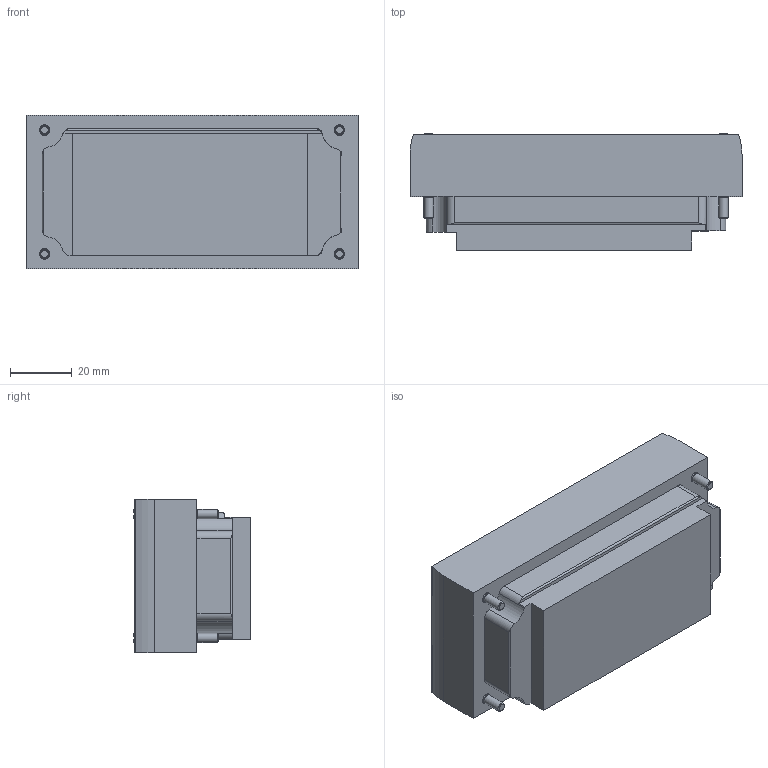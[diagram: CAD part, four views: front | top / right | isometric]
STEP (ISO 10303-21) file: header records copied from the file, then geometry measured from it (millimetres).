
FILE_DESCRIPTION(/* description */ ('STEP AP214'),/* implementation_level */ '2;1');
FILE_NAME(/* name */ '548931_CPX-CMPX-C-1-H1',/* time_stamp */ '2024-08-07T19:02:16+02:00',/* author */ ('License CC BY-ND 4.0'),/* organization */ ('CADENAS'),/* preprocessor_version */ 'ST-DEVELOPER v19.3',/* originating_system */ 'PARTsolutions',/* authorisation */ ' ');
FILE_SCHEMA (('AUTOMOTIVE_DESIGN {1 0 10303 214 3 1 1}'));
Length unit declared in the file: millimetre
Products named in the file (4): 548931 CPX-CMPX-C-1-H1; 548931 CPX-CMPX-C-1-H1---(DE_1_0); 694472 Elektromodul---(DE_0_0); 550219 CPX-M-M3X22-4X
Assembly tree (6 placements, depth 2):
  548931 CPX-CMPX-C-1-H1
    548931 CPX-CMPX-C-1-H1---(DE_1_0)
    694472 Elektromodul---(DE_0_0)
    550219 CPX-M-M3X22-4X  x4
Bounding box: 107.3 x 37.65 x 49.7 mm (x, y, z)
Volume: 143369.5 mm3; surface area: 35637.4 mm2
Topology: 6 solids, 6 shells, 270 faces, 639 edges, 407 vertices
Faces by surface type: cylinder 110, plane 106, cone 46, sphere 4, torus 4
Full cylindrical faces by diameter (mm): 1.04 x5, 2.6 x4, 2.8 x4, 3 x4, 3.4 x8, 5.6 x4, 7.5 x4, 7.647 x1, 12.45 x1
Entity records: 4822 total; most frequent: CARTESIAN_POINT 872, DIRECTION 829, ORIENTED_EDGE 718, EDGE_CURVE 359, AXIS2_PLACEMENT_3D 321, VERTEX_POINT 256, EDGE_LOOP 235, FACE_BOUND 235
